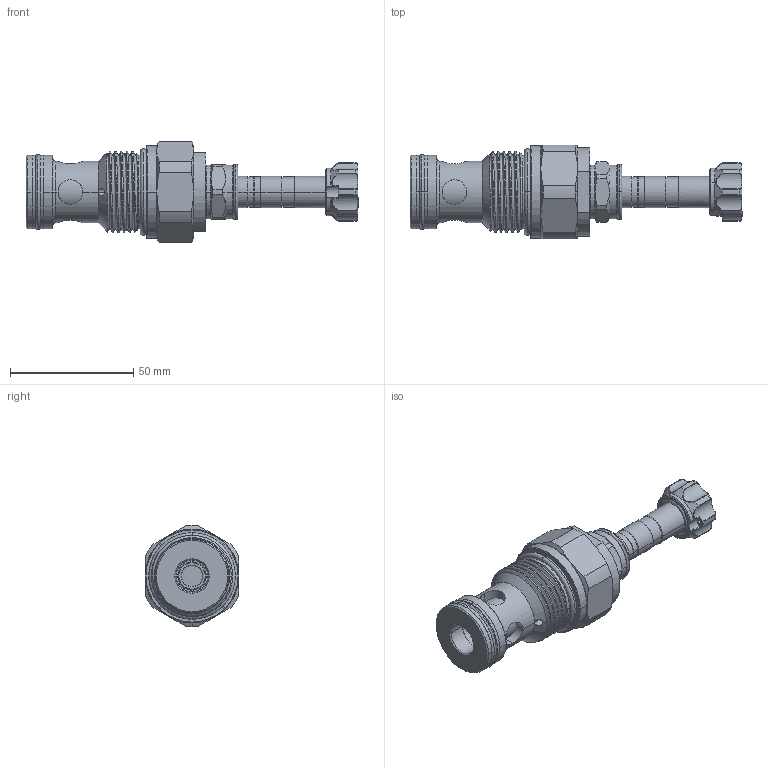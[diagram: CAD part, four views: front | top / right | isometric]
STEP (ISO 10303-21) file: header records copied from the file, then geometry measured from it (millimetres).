
FILE_DESCRIPTION (( 'STEP AP203' ), '1' );
FILE_NAME ('EP21E2A03N95.STEP', '2020-03-30T05:20:42', ( '' ), ( '' ), 'SwSTEP 2.0', 'SolidWorks 2018', '' );
FILE_SCHEMA (( 'CONFIG_CONTROL_DESIGN' ));
Length unit declared in the file: millimetre
Products named in the file (1): EP21E2A03N95
Bounding box: 134.75 x 38 x 41.1 mm (x, y, z)
Volume: 70676.4 mm3; surface area: 18790.8 mm2
Topology: 6 solids, 6 shells, 337 faces, 804 edges, 488 vertices
Faces by surface type: cylinder 140, cone 58, torus 51, plane 49, bspline 37, sphere 2
Entity records: 15510 total; most frequent: CARTESIAN_POINT 7945, ORIENTED_EDGE 1604, DIRECTION 1553, EDGE_CURVE 802, AXIS2_PLACEMENT_3D 663, VERTEX_POINT 488, CIRCLE 362, EDGE_LOOP 360
